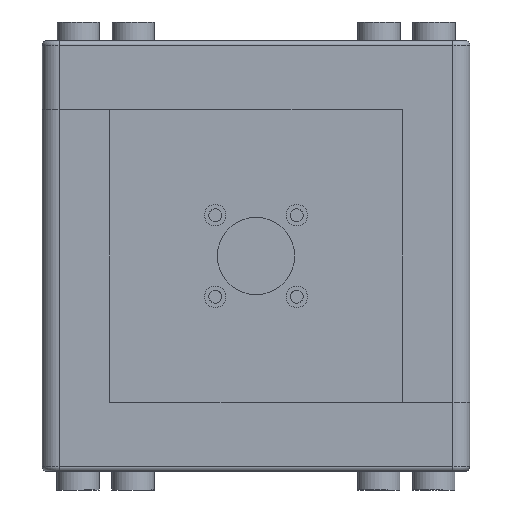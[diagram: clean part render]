
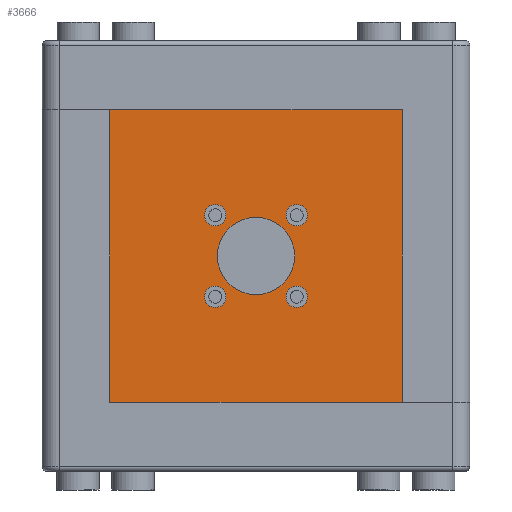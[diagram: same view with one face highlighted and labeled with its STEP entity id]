
A CAD part, front view. The second image highlights one B-rep face of the part: STEP entity #3666.
In plain terms, the highlighted face is planar.
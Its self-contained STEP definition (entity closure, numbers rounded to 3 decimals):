
#168=FACE_BOUND('',#773,.T.);
#169=FACE_BOUND('',#774,.T.);
#170=FACE_BOUND('',#775,.T.);
#171=FACE_BOUND('',#776,.T.);
#172=FACE_BOUND('',#777,.T.);
#305=CIRCLE('',#4064,1.25);
#307=CIRCLE('',#4067,1.25);
#309=CIRCLE('',#4070,1.25);
#311=CIRCLE('',#4073,4.5);
#313=CIRCLE('',#4076,1.25);
#518=FACE_OUTER_BOUND('',#772,.T.);
#772=EDGE_LOOP('',(#3211,#3212,#3213,#3214,#3215,#3216,#3217,#3218,#3219,
#3220,#3221,#3222,#3223,#3224,#3225,#3226));
#773=EDGE_LOOP('',(#3227));
#774=EDGE_LOOP('',(#3228));
#775=EDGE_LOOP('',(#3229));
#776=EDGE_LOOP('',(#3230));
#777=EDGE_LOOP('',(#3231));
#1088=LINE('',#6085,#1433);
#1092=LINE('',#6093,#1437);
#1095=LINE('',#6099,#1440);
#1098=LINE('',#6106,#1443);
#1102=LINE('',#6114,#1447);
#1105=LINE('',#6120,#1450);
#1108=LINE('',#6127,#1453);
#1112=LINE('',#6135,#1457);
#1115=LINE('',#6141,#1460);
#1118=LINE('',#6148,#1463);
#1122=LINE('',#6156,#1467);
#1125=LINE('',#6162,#1470);
#1128=LINE('',#6167,#1473);
#1130=LINE('',#6170,#1475);
#1134=LINE('',#6176,#1479);
#1135=LINE('',#6178,#1480);
#1433=VECTOR('',#5027,10.);
#1437=VECTOR('',#5033,10.);
#1440=VECTOR('',#5038,10.);
#1443=VECTOR('',#5043,10.);
#1447=VECTOR('',#5049,10.);
#1450=VECTOR('',#5054,10.);
#1453=VECTOR('',#5059,10.);
#1457=VECTOR('',#5065,10.);
#1460=VECTOR('',#5070,10.);
#1463=VECTOR('',#5075,10.);
#1467=VECTOR('',#5081,10.);
#1470=VECTOR('',#5086,10.);
#1473=VECTOR('',#5091,10.);
#1475=VECTOR('',#5095,10.);
#1479=VECTOR('',#5103,10.);
#1480=VECTOR('',#5106,10.);
#1755=VERTEX_POINT('',#6028);
#1757=VERTEX_POINT('',#6034);
#1759=VERTEX_POINT('',#6040);
#1761=VERTEX_POINT('',#6046);
#1763=VERTEX_POINT('',#6052);
#1773=VERTEX_POINT('',#6083);
#1774=VERTEX_POINT('',#6084);
#1777=VERTEX_POINT('',#6092);
#1779=VERTEX_POINT('',#6098);
#1781=VERTEX_POINT('',#6104);
#1782=VERTEX_POINT('',#6105);
#1785=VERTEX_POINT('',#6113);
#1787=VERTEX_POINT('',#6119);
#1789=VERTEX_POINT('',#6125);
#1790=VERTEX_POINT('',#6126);
#1793=VERTEX_POINT('',#6134);
#1795=VERTEX_POINT('',#6140);
#1797=VERTEX_POINT('',#6146);
#1798=VERTEX_POINT('',#6147);
#1801=VERTEX_POINT('',#6155);
#1803=VERTEX_POINT('',#6161);
#2213=EDGE_CURVE('',#1755,#1755,#305,.T.);
#2216=EDGE_CURVE('',#1757,#1757,#307,.T.);
#2219=EDGE_CURVE('',#1759,#1759,#309,.T.);
#2222=EDGE_CURVE('',#1761,#1761,#311,.T.);
#2225=EDGE_CURVE('',#1763,#1763,#313,.T.);
#2240=EDGE_CURVE('',#1773,#1774,#1088,.T.);
#2244=EDGE_CURVE('',#1777,#1773,#1092,.T.);
#2247=EDGE_CURVE('',#1779,#1777,#1095,.T.);
#2250=EDGE_CURVE('',#1781,#1782,#1098,.T.);
#2254=EDGE_CURVE('',#1782,#1785,#1102,.T.);
#2257=EDGE_CURVE('',#1787,#1781,#1105,.T.);
#2260=EDGE_CURVE('',#1789,#1790,#1108,.T.);
#2264=EDGE_CURVE('',#1793,#1789,#1112,.T.);
#2267=EDGE_CURVE('',#1795,#1793,#1115,.T.);
#2270=EDGE_CURVE('',#1797,#1798,#1118,.T.);
#2274=EDGE_CURVE('',#1798,#1801,#1122,.T.);
#2277=EDGE_CURVE('',#1803,#1797,#1125,.T.);
#2280=EDGE_CURVE('',#1774,#1795,#1128,.T.);
#2282=EDGE_CURVE('',#1790,#1803,#1130,.T.);
#2286=EDGE_CURVE('',#1801,#1787,#1134,.T.);
#2287=EDGE_CURVE('',#1785,#1779,#1135,.T.);
#3211=ORIENTED_EDGE('',*,*,#2287,.T.);
#3212=ORIENTED_EDGE('',*,*,#2247,.T.);
#3213=ORIENTED_EDGE('',*,*,#2244,.T.);
#3214=ORIENTED_EDGE('',*,*,#2240,.T.);
#3215=ORIENTED_EDGE('',*,*,#2280,.T.);
#3216=ORIENTED_EDGE('',*,*,#2267,.T.);
#3217=ORIENTED_EDGE('',*,*,#2264,.T.);
#3218=ORIENTED_EDGE('',*,*,#2260,.T.);
#3219=ORIENTED_EDGE('',*,*,#2282,.T.);
#3220=ORIENTED_EDGE('',*,*,#2277,.T.);
#3221=ORIENTED_EDGE('',*,*,#2270,.T.);
#3222=ORIENTED_EDGE('',*,*,#2274,.T.);
#3223=ORIENTED_EDGE('',*,*,#2286,.T.);
#3224=ORIENTED_EDGE('',*,*,#2257,.T.);
#3225=ORIENTED_EDGE('',*,*,#2250,.T.);
#3226=ORIENTED_EDGE('',*,*,#2254,.T.);
#3227=ORIENTED_EDGE('',*,*,#2213,.T.);
#3228=ORIENTED_EDGE('',*,*,#2216,.T.);
#3229=ORIENTED_EDGE('',*,*,#2219,.T.);
#3230=ORIENTED_EDGE('',*,*,#2222,.T.);
#3231=ORIENTED_EDGE('',*,*,#2225,.T.);
#3465=PLANE('',#4099);
#3666=ADVANCED_FACE('',(#518,#168,#169,#170,#171,#172),#3465,.F.);
#4064=AXIS2_PLACEMENT_3D('',#6029,#4970,#4971);
#4067=AXIS2_PLACEMENT_3D('',#6035,#4977,#4978);
#4070=AXIS2_PLACEMENT_3D('',#6041,#4984,#4985);
#4073=AXIS2_PLACEMENT_3D('',#6047,#4991,#4992);
#4076=AXIS2_PLACEMENT_3D('',#6053,#4998,#4999);
#4099=AXIS2_PLACEMENT_3D('',#6177,#5104,#5105);
#4970=DIRECTION('center_axis',(0.,0.,
-1.));
#4971=DIRECTION('ref_axis',(1.,0.,0.));
#4977=DIRECTION('center_axis',(0.,0.,
-1.));
#4978=DIRECTION('ref_axis',(1.,0.,0.));
#4984=DIRECTION('center_axis',(0.,0.,
-1.));
#4985=DIRECTION('ref_axis',(1.,0.,0.));
#4991=DIRECTION('center_axis',(0.,0.,
-1.));
#4992=DIRECTION('ref_axis',(1.,0.,0.));
#4998=DIRECTION('center_axis',(0.,0.,
-1.));
#4999=DIRECTION('ref_axis',(1.,0.,0.));
#5027=DIRECTION('',(1.,0.,0.));
#5033=DIRECTION('',(0.707,0.707,0.));
#5038=DIRECTION('',(0.,1.,0.));
#5043=DIRECTION('',(0.707,-0.707,0.));
#5049=DIRECTION('',(0.,-1.,0.));
#5054=DIRECTION('',(1.,0.,0.));
#5059=DIRECTION('',(0.,1.,0.));
#5065=DIRECTION('',(-0.707,0.707,0.));
#5070=DIRECTION('',(-1.,0.,0.));
#5075=DIRECTION('',(-0.707,-0.707,0.));
#5081=DIRECTION('',(-1.,0.,0.));
#5086=DIRECTION('',(0.,-1.,0.));
#5091=DIRECTION('',(0.,1.,0.));
#5095=DIRECTION('',(-1.,0.,0.));
#5103=DIRECTION('',(0.,-1.,0.));
#5104=DIRECTION('center_axis',(0.,0.,
-1.));
#5105=DIRECTION('ref_axis',(-1.,0.,0.));
#5106=DIRECTION('',(1.,0.,0.));
#6028=CARTESIAN_POINT('',(-41.43,16.18,22.));
#6029=CARTESIAN_POINT('Origin',(-40.18,16.18,22.));
#6034=CARTESIAN_POINT('',(-41.43,25.68,22.));
#6035=CARTESIAN_POINT('Origin',(-40.18,25.68,22.));
#6040=CARTESIAN_POINT('',(-31.93,16.18,22.));
#6041=CARTESIAN_POINT('Origin',(-30.68,16.18,22.));
#6046=CARTESIAN_POINT('',(-39.93,20.93,22.));
#6047=CARTESIAN_POINT('Origin',(-35.43,20.93,22.));
#6052=CARTESIAN_POINT('',(-31.93,25.68,22.));
#6053=CARTESIAN_POINT('Origin',(-30.68,25.68,22.));
#6083=CARTESIAN_POINT('',(-14.105,3.93,22.));
#6084=CARTESIAN_POINT('',(-10.53,3.93,22.));
#6085=CARTESIAN_POINT('',(-24.767,3.93,22.));
#6092=CARTESIAN_POINT('',(-18.43,-0.395,22.));
#6093=CARTESIAN_POINT('',(-17.349,0.686,22.));
#6098=CARTESIAN_POINT('',(-18.43,-3.97,22.));
#6099=CARTESIAN_POINT('',(-18.43,8.48,22.));
#6104=CARTESIAN_POINT('',(-56.755,3.93,22.));
#6105=CARTESIAN_POINT('',(-52.389,-0.437,22.));
#6106=CARTESIAN_POINT('',(-55.674,2.849,22.));
#6113=CARTESIAN_POINT('',(-52.389,-3.97,22.));
#6114=CARTESIAN_POINT('',(-52.389,10.247,22.));
#6119=CARTESIAN_POINT('',(-60.33,3.93,22.));
#6120=CARTESIAN_POINT('',(-47.88,3.93,22.));
#6125=CARTESIAN_POINT('',(-18.43,42.255,22.));
#6126=CARTESIAN_POINT('',(-18.43,45.83,22.));
#6127=CARTESIAN_POINT('',(-18.43,31.593,22.));
#6134=CARTESIAN_POINT('',(-14.105,37.93,22.));
#6135=CARTESIAN_POINT('',(-15.186,39.011,22.));
#6140=CARTESIAN_POINT('',(-10.53,37.93,22.));
#6141=CARTESIAN_POINT('',(-22.98,37.93,22.));
#6146=CARTESIAN_POINT('',(-52.43,42.255,22.));
#6147=CARTESIAN_POINT('',(-56.755,37.93,22.));
#6148=CARTESIAN_POINT('',(-53.511,41.174,22.));
#6155=CARTESIAN_POINT('',(-60.33,37.93,22.));
#6156=CARTESIAN_POINT('',(-46.093,37.93,22.));
#6161=CARTESIAN_POINT('',(-52.43,45.83,22.));
#6162=CARTESIAN_POINT('',(-52.43,33.38,22.));
#6167=CARTESIAN_POINT('',(-10.53,29.33,22.));
#6170=CARTESIAN_POINT('',(-43.83,45.83,22.));
#6176=CARTESIAN_POINT('',(-60.33,12.53,22.));
#6177=CARTESIAN_POINT('Origin',(-58.501,20.93,22.));
#6178=CARTESIAN_POINT('',(-27.03,-3.97,22.));
